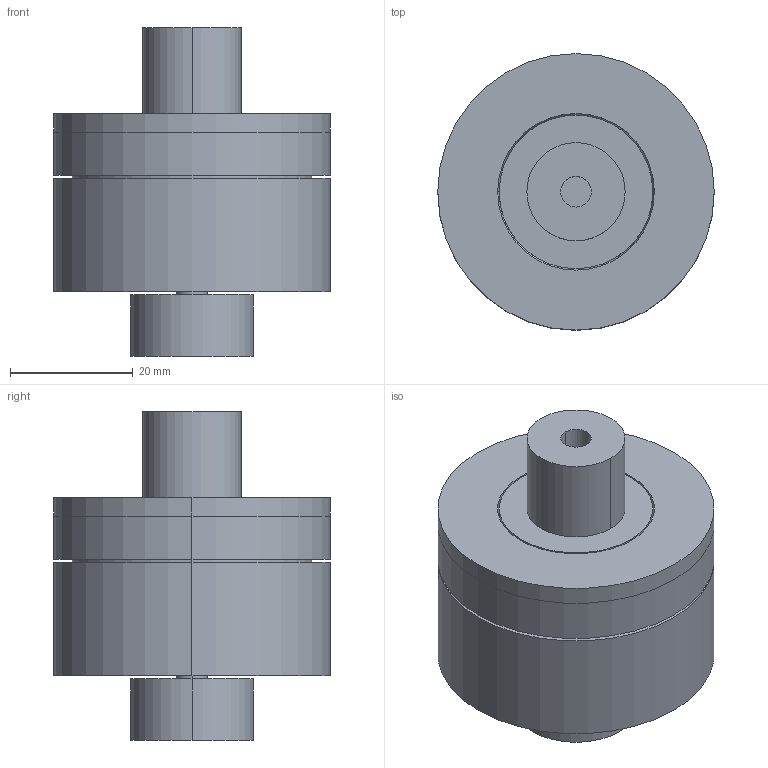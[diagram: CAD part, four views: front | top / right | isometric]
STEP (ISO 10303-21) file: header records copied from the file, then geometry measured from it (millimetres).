
FILE_DESCRIPTION (( 'STEP AP214' ), '1' );
FILE_NAME ('Reducer 4.2.STEP', '2024-05-13T03:58:56', ( '' ), ( '' ), 'SwSTEP 2.0', 'SolidWorks 2021', '' );
FILE_SCHEMA (( 'AUTOMOTIVE_DESIGN' ));
Length unit declared in the file: millimetre
Products named in the file (12): 001 pin^Reducer 4.2; 005 housing^Reducer 4.2; Reducer 4.2; 006 coarse knob^Reducer 4.2; 007 precision knob^Reducer 4.2; 002 ball^Reducer 4.2; 008 ring^Reducer 4.2; 009 tensioner^Reducer 4.2; 003 tapered roller bearing up^Reducer 4.2; 004 output shaft^Reducer 4.2; bule print 4.2; 010 cover^Reducer 4.2
Assembly tree (11 placements, depth 2):
  Reducer 4.2
    001 pin^Reducer 4.2
    002 ball^Reducer 4.2  x3
    003 tapered roller bearing up^Reducer 4.2
    004 output shaft^Reducer 4.2
    005 housing^Reducer 4.2
    006 coarse knob^Reducer 4.2
    007 precision knob^Reducer 4.2
    008 ring^Reducer 4.2
    010 cover^Reducer 4.2
  009 tensioner^Reducer 4.2
  bule print 4.2
Bounding box: 45 x 45 x 53.5 mm (x, y, z)
Volume: 45329 mm3; surface area: 28994 mm2
Topology: 11 solids, 11 shells, 492 faces, 1157 edges, 686 vertices
Faces by surface type: bspline 192, cylinder 130, torus 100, plane 48, sphere 20, cone 2
Entity records: 18559 total; most frequent: CARTESIAN_POINT 8175, ORIENTED_EDGE 2268, DIRECTION 1899, EDGE_CURVE 1134, AXIS2_PLACEMENT_3D 871, VERTEX_POINT 671, CIRCLE 561, EDGE_LOOP 513
